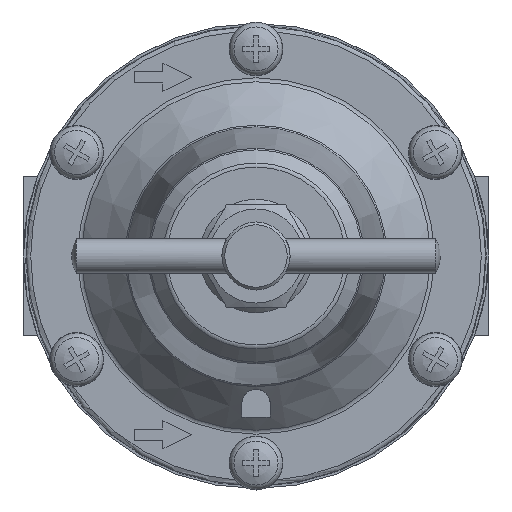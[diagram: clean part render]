
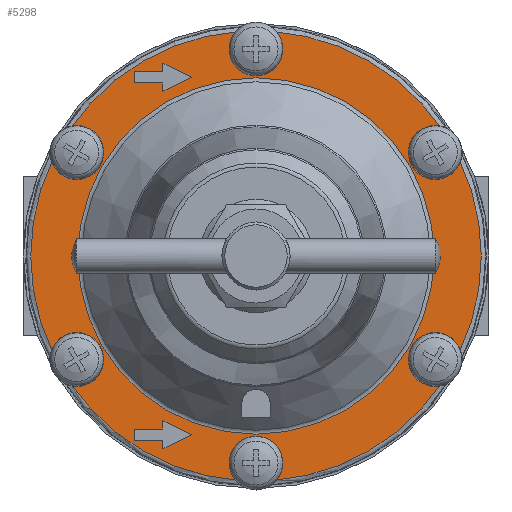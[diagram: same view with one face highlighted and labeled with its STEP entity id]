
A CAD part, front view. The second image highlights one B-rep face of the part: STEP entity #5298.
In plain terms, the highlighted planar face has unit normal (0, -1, 0).
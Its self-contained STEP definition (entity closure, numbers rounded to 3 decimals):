
#103=LINE('',#7478,#378);
#104=LINE('',#7481,#379);
#105=LINE('',#7483,#380);
#106=LINE('',#7485,#381);
#107=LINE('',#7487,#382);
#108=LINE('',#7489,#383);
#109=LINE('',#7491,#384);
#110=LINE('',#7492,#385);
#111=LINE('',#7495,#386);
#112=LINE('',#7497,#387);
#113=LINE('',#7499,#388);
#114=LINE('',#7501,#389);
#115=LINE('',#7503,#390);
#116=LINE('',#7505,#391);
#378=VECTOR('',#6142,1000.);
#379=VECTOR('',#6143,1000.);
#380=VECTOR('',#6144,1000.);
#381=VECTOR('',#6145,1000.);
#382=VECTOR('',#6146,1000.);
#383=VECTOR('',#6147,1000.);
#384=VECTOR('',#6148,1000.);
#385=VECTOR('',#6149,1000.);
#386=VECTOR('',#6150,1000.);
#387=VECTOR('',#6151,1000.);
#388=VECTOR('',#6152,1000.);
#389=VECTOR('',#6153,1000.);
#390=VECTOR('',#6154,1000.);
#391=VECTOR('',#6155,1000.);
#621=PLANE('',#5583);
#1022=ORIENTED_EDGE('',*,*,#2033,.F.);
#1023=ORIENTED_EDGE('',*,*,#2034,.T.);
#1024=ORIENTED_EDGE('',*,*,#2035,.T.);
#1025=ORIENTED_EDGE('',*,*,#2036,.T.);
#1026=ORIENTED_EDGE('',*,*,#2037,.T.);
#1027=ORIENTED_EDGE('',*,*,#2038,.T.);
#1028=ORIENTED_EDGE('',*,*,#2039,.T.);
#1029=ORIENTED_EDGE('',*,*,#2040,.T.);
#1030=ORIENTED_EDGE('',*,*,#2041,.T.);
#1031=ORIENTED_EDGE('',*,*,#2042,.T.);
#1032=ORIENTED_EDGE('',*,*,#2043,.T.);
#1033=ORIENTED_EDGE('',*,*,#2044,.T.);
#1034=ORIENTED_EDGE('',*,*,#2045,.T.);
#1035=ORIENTED_EDGE('',*,*,#2046,.T.);
#1036=ORIENTED_EDGE('',*,*,#2047,.T.);
#1037=ORIENTED_EDGE('',*,*,#2048,.F.);
#1038=ORIENTED_EDGE('',*,*,#2015,.T.);
#1039=ORIENTED_EDGE('',*,*,#2049,.F.);
#1040=ORIENTED_EDGE('',*,*,#2027,.T.);
#1041=ORIENTED_EDGE('',*,*,#2050,.F.);
#1042=ORIENTED_EDGE('',*,*,#2023,.T.);
#1043=ORIENTED_EDGE('',*,*,#2051,.F.);
#1044=ORIENTED_EDGE('',*,*,#2019,.T.);
#1045=ORIENTED_EDGE('',*,*,#2052,.F.);
#1046=ORIENTED_EDGE('',*,*,#2032,.T.);
#1047=ORIENTED_EDGE('',*,*,#2053,.F.);
#1048=ORIENTED_EDGE('',*,*,#2011,.T.);
#2011=EDGE_CURVE('',#2515,#2514,#2835,.T.);
#2015=EDGE_CURVE('',#2519,#2518,#2837,.T.);
#2019=EDGE_CURVE('',#2523,#2522,#2839,.T.);
#2023=EDGE_CURVE('',#2527,#2526,#2841,.T.);
#2027=EDGE_CURVE('',#2531,#2530,#2843,.T.);
#2032=EDGE_CURVE('',#2532,#2535,#2845,.T.);
#2033=EDGE_CURVE('',#2536,#2536,#2846,.T.);
#2034=EDGE_CURVE('',#2537,#2538,#103,.T.);
#2035=EDGE_CURVE('',#2538,#2539,#104,.T.);
#2036=EDGE_CURVE('',#2539,#2540,#105,.T.);
#2037=EDGE_CURVE('',#2540,#2541,#106,.T.);
#2038=EDGE_CURVE('',#2541,#2542,#107,.T.);
#2039=EDGE_CURVE('',#2542,#2543,#108,.T.);
#2040=EDGE_CURVE('',#2543,#2537,#109,.T.);
#2041=EDGE_CURVE('',#2544,#2545,#110,.T.);
#2042=EDGE_CURVE('',#2545,#2546,#111,.T.);
#2043=EDGE_CURVE('',#2546,#2547,#112,.T.);
#2044=EDGE_CURVE('',#2547,#2548,#113,.T.);
#2045=EDGE_CURVE('',#2548,#2549,#114,.T.);
#2046=EDGE_CURVE('',#2549,#2550,#115,.T.);
#2047=EDGE_CURVE('',#2550,#2544,#116,.T.);
#2048=EDGE_CURVE('',#2519,#2514,#2847,.F.);
#2049=EDGE_CURVE('',#2531,#2518,#2848,.F.);
#2050=EDGE_CURVE('',#2527,#2530,#2849,.F.);
#2051=EDGE_CURVE('',#2523,#2526,#2850,.F.);
#2052=EDGE_CURVE('',#2532,#2522,#2851,.F.);
#2053=EDGE_CURVE('',#2515,#2535,#2852,.F.);
#2514=VERTEX_POINT('',#7393);
#2515=VERTEX_POINT('',#7395);
#2518=VERTEX_POINT('',#7408);
#2519=VERTEX_POINT('',#7410);
#2522=VERTEX_POINT('',#7423);
#2523=VERTEX_POINT('',#7425);
#2526=VERTEX_POINT('',#7438);
#2527=VERTEX_POINT('',#7440);
#2530=VERTEX_POINT('',#7453);
#2531=VERTEX_POINT('',#7455);
#2532=VERTEX_POINT('',#7465);
#2535=VERTEX_POINT('',#7473);
#2536=VERTEX_POINT('',#7477);
#2537=VERTEX_POINT('',#7479);
#2538=VERTEX_POINT('',#7480);
#2539=VERTEX_POINT('',#7482);
#2540=VERTEX_POINT('',#7484);
#2541=VERTEX_POINT('',#7486);
#2542=VERTEX_POINT('',#7488);
#2543=VERTEX_POINT('',#7490);
#2544=VERTEX_POINT('',#7493);
#2545=VERTEX_POINT('',#7494);
#2546=VERTEX_POINT('',#7496);
#2547=VERTEX_POINT('',#7498);
#2548=VERTEX_POINT('',#7500);
#2549=VERTEX_POINT('',#7502);
#2550=VERTEX_POINT('',#7504);
#2835=CIRCLE('',#5567,39.705);
#2837=CIRCLE('',#5570,39.705);
#2839=CIRCLE('',#5573,39.705);
#2841=CIRCLE('',#5576,39.705);
#2843=CIRCLE('',#5579,39.705);
#2845=CIRCLE('',#5582,39.705);
#2846=CIRCLE('',#5584,31.414);
#2847=CIRCLE('',#5585,4.25);
#2848=CIRCLE('',#5586,4.25);
#2849=CIRCLE('',#5587,4.25);
#2850=CIRCLE('',#5588,4.25);
#2851=CIRCLE('',#5589,4.25);
#2852=CIRCLE('',#5590,4.25);
#3035=EDGE_LOOP('',(#1022));
#3036=EDGE_LOOP('',(#1023,#1024,#1025,#1026,#1027,#1028,#1029));
#3037=EDGE_LOOP('',(#1030,#1031,#1032,#1033,#1034,#1035,#1036));
#3038=EDGE_LOOP('',(#1037,#1038,#1039,#1040,#1041,#1042,#1043,#1044,#1045,
#1046,#1047,#1048));
#3341=FACE_BOUND('',#3035,.T.);
#3342=FACE_BOUND('',#3036,.T.);
#3343=FACE_BOUND('',#3037,.T.);
#3344=FACE_BOUND('',#3038,.T.);
#5298=ADVANCED_FACE('',(#3341,#3342,#3343,#3344),#621,.F.);
#5567=AXIS2_PLACEMENT_3D('',#7394,#6106,#6107);
#5570=AXIS2_PLACEMENT_3D('',#7409,#6112,#6113);
#5573=AXIS2_PLACEMENT_3D('',#7424,#6118,#6119);
#5576=AXIS2_PLACEMENT_3D('',#7439,#6124,#6125);
#5579=AXIS2_PLACEMENT_3D('',#7454,#6130,#6131);
#5582=AXIS2_PLACEMENT_3D('',#7474,#6136,#6137);
#5583=AXIS2_PLACEMENT_3D('',#7475,#6138,#6139);
#5584=AXIS2_PLACEMENT_3D('',#7476,#6140,#6141);
#5585=AXIS2_PLACEMENT_3D('',#7506,#6156,#6157);
#5586=AXIS2_PLACEMENT_3D('',#7507,#6158,#6159);
#5587=AXIS2_PLACEMENT_3D('',#7508,#6160,#6161);
#5588=AXIS2_PLACEMENT_3D('',#7509,#6162,#6163);
#5589=AXIS2_PLACEMENT_3D('',#7510,#6164,#6165);
#5590=AXIS2_PLACEMENT_3D('',#7511,#6166,#6167);
#6106=DIRECTION('',(0.,-1.,0.));
#6107=DIRECTION('',(1.,0.,0.));
#6112=DIRECTION('',(0.,-1.,0.));
#6113=DIRECTION('',(1.,0.,0.));
#6118=DIRECTION('',(0.,-1.,0.));
#6119=DIRECTION('',(1.,0.,0.));
#6124=DIRECTION('',(0.,-1.,0.));
#6125=DIRECTION('',(1.,0.,0.));
#6130=DIRECTION('',(0.,-1.,0.));
#6131=DIRECTION('',(1.,0.,0.));
#6136=DIRECTION('',(0.,-1.,0.));
#6137=DIRECTION('',(1.,0.,0.));
#6138=DIRECTION('',(0.,1.,0.));
#6139=DIRECTION('',(-1.,0.,0.));
#6140=DIRECTION('',(0.,-1.,0.));
#6141=DIRECTION('',(1.,0.,0.));
#6142=DIRECTION('',(-1.,0.,0.));
#6143=DIRECTION('',(0.,0.,1.));
#6144=DIRECTION('',(1.,0.,0.));
#6145=DIRECTION('',(0.,0.,1.));
#6146=DIRECTION('',(0.894,0.,-0.447));
#6147=DIRECTION('',(-0.894,0.,-0.447));
#6148=DIRECTION('',(0.,0.,1.));
#6149=DIRECTION('',(-1.,0.,0.));
#6150=DIRECTION('',(0.,0.,1.));
#6151=DIRECTION('',(1.,0.,0.));
#6152=DIRECTION('',(0.,0.,1.));
#6153=DIRECTION('',(0.894,0.,-0.447));
#6154=DIRECTION('',(-0.894,0.,-0.447));
#6155=DIRECTION('',(0.,0.,1.));
#6156=DIRECTION('',(0.,1.,0.));
#6157=DIRECTION('',(-1.,0.,0.));
#6158=DIRECTION('',(0.,1.,0.));
#6159=DIRECTION('',(-1.,0.,0.));
#6160=DIRECTION('',(0.,1.,0.));
#6161=DIRECTION('',(-1.,0.,0.));
#6162=DIRECTION('',(0.,1.,0.));
#6163=DIRECTION('',(-1.,0.,0.));
#6164=DIRECTION('',(0.,1.,0.));
#6165=DIRECTION('',(-1.,0.,0.));
#6166=DIRECTION('',(0.,1.,0.));
#6167=DIRECTION('',(-1.,0.,0.));
#7393=CARTESIAN_POINT('',(2.91,-28.,39.598));
#7394=CARTESIAN_POINT('',(0.,-28.,0.));
#7395=CARTESIAN_POINT('',(32.838,-28.,22.319));
#7408=CARTESIAN_POINT('',(-32.838,-28.,22.319));
#7409=CARTESIAN_POINT('',(0.,-28.,0.));
#7410=CARTESIAN_POINT('',(-2.91,-28.,39.598));
#7423=CARTESIAN_POINT('',(32.838,-28.,-22.319));
#7424=CARTESIAN_POINT('',(0.,-28.,0.));
#7425=CARTESIAN_POINT('',(2.91,-28.,-39.598));
#7438=CARTESIAN_POINT('',(-2.91,-28.,-39.598));
#7439=CARTESIAN_POINT('',(0.,-28.,0.));
#7440=CARTESIAN_POINT('',(-32.838,-28.,-22.319));
#7453=CARTESIAN_POINT('',(-35.748,-28.,-17.279));
#7454=CARTESIAN_POINT('',(0.,-28.,0.));
#7455=CARTESIAN_POINT('',(-35.748,-28.,17.279));
#7465=CARTESIAN_POINT('',(35.748,-28.,-17.279));
#7473=CARTESIAN_POINT('',(35.748,-28.,17.279));
#7474=CARTESIAN_POINT('',(0.,-28.,0.));
#7475=CARTESIAN_POINT('',(39.705,-28.,0.));
#7476=CARTESIAN_POINT('',(0.,-28.,0.));
#7477=CARTESIAN_POINT('',(31.414,-28.,0.));
#7478=CARTESIAN_POINT('',(-16.4,-28.,-32.5));
#7479=CARTESIAN_POINT('',(-16.4,-28.,-32.5));
#7480=CARTESIAN_POINT('',(-21.4,-28.,-32.5));
#7481=CARTESIAN_POINT('',(-21.4,-28.,-32.5));
#7482=CARTESIAN_POINT('',(-21.4,-28.,-30.5));
#7483=CARTESIAN_POINT('',(-21.4,-28.,-30.5));
#7484=CARTESIAN_POINT('',(-16.4,-28.,-30.5));
#7485=CARTESIAN_POINT('',(-16.4,-28.,-30.5));
#7486=CARTESIAN_POINT('',(-16.4,-28.,-29.));
#7487=CARTESIAN_POINT('',(-16.4,-28.,-29.));
#7488=CARTESIAN_POINT('',(-11.4,-28.,-31.5));
#7489=CARTESIAN_POINT('',(-11.4,-28.,-31.5));
#7490=CARTESIAN_POINT('',(-16.4,-28.,-34.));
#7491=CARTESIAN_POINT('',(-16.4,-28.,-34.));
#7492=CARTESIAN_POINT('',(-16.4,-28.,30.5));
#7493=CARTESIAN_POINT('',(-16.4,-28.,30.5));
#7494=CARTESIAN_POINT('',(-21.4,-28.,30.5));
#7495=CARTESIAN_POINT('',(-21.4,-28.,30.5));
#7496=CARTESIAN_POINT('',(-21.4,-28.,32.5));
#7497=CARTESIAN_POINT('',(-21.4,-28.,32.5));
#7498=CARTESIAN_POINT('',(-16.4,-28.,32.5));
#7499=CARTESIAN_POINT('',(-16.4,-28.,32.5));
#7500=CARTESIAN_POINT('',(-16.4,-28.,34.));
#7501=CARTESIAN_POINT('',(-16.4,-28.,34.));
#7502=CARTESIAN_POINT('',(-11.4,-28.,31.5));
#7503=CARTESIAN_POINT('',(-11.4,-28.,31.5));
#7504=CARTESIAN_POINT('',(-16.4,-28.,29.));
#7505=CARTESIAN_POINT('',(-16.4,-28.,29.));
#7506=CARTESIAN_POINT('',(0.,-28.,36.5));
#7507=CARTESIAN_POINT('',(-31.61,-28.,18.25));
#7508=CARTESIAN_POINT('',(-31.61,-28.,-18.25));
#7509=CARTESIAN_POINT('',(0.,-28.,-36.5));
#7510=CARTESIAN_POINT('',(31.61,-28.,-18.25));
#7511=CARTESIAN_POINT('',(31.61,-28.,18.25));
